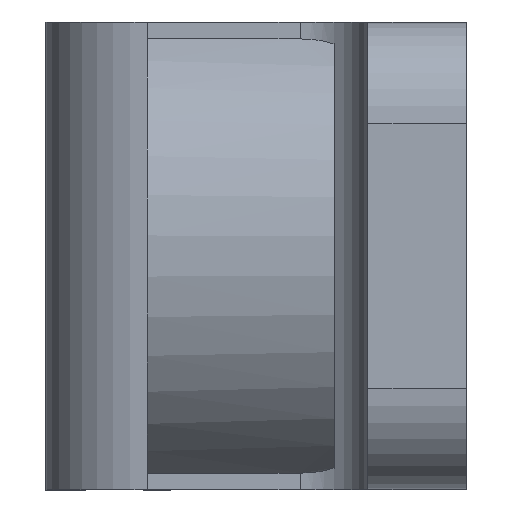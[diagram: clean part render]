
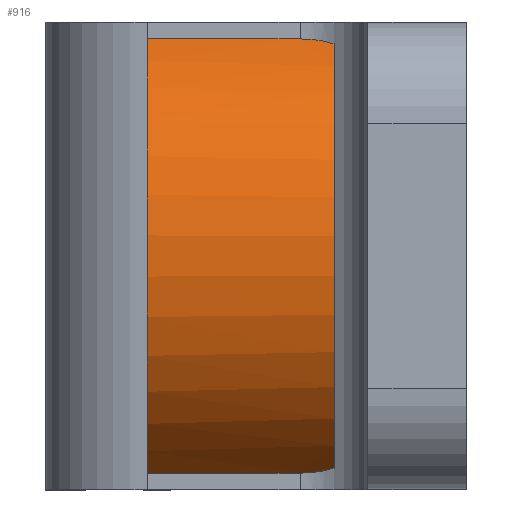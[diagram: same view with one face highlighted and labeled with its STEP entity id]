
A CAD part, left-side view. The second image highlights one B-rep face of the part: STEP entity #916.
In plain terms, the highlighted cylindrical face has radius 7.2 mm (diameter 14.4 mm), a partial arc.
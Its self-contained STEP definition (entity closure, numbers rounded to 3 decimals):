
#37 = EDGE_CURVE ( 'NONE', #776, #469, #62, .T. ) ;
#42 = CARTESIAN_POINT ( 'NONE',  ( -21.528, -2.553, 13.203 ) ) ;
#47 = CARTESIAN_POINT ( 'NONE',  ( -18.046, 2.8, 6.9 ) ) ;
#48 = EDGE_CURVE ( 'NONE', #800, #864, #590, .T. ) ;
#54 = CARTESIAN_POINT ( 'NONE',  ( -21.345, -1.7, 13.3 ) ) ;
#62 = CIRCLE ( 'NONE', #267, 7.2 ) ;
#86 = ORIENTED_EDGE ( 'NONE', *, *, #295, .T. ) ;
#130 = CARTESIAN_POINT ( 'NONE',  ( -21.613, -2.7, 0.645 ) ) ;
#140 = CARTESIAN_POINT ( 'NONE',  ( -21.345, 2.8, 13.3 ) ) ;
#171 = CARTESIAN_POINT ( 'NONE',  ( -21.345, -1.7, 13.3 ) ) ;
#174 = AXIS2_PLACEMENT_3D ( 'NONE', #331, #928, #711 ) ;
#187 = CARTESIAN_POINT ( 'NONE',  ( -21.345, -1.879, 13.3 ) ) ;
#199 = DIRECTION ( 'NONE',  ( 0., 0., 1. ) ) ;
#210 = ORIENTED_EDGE ( 'NONE', *, *, #48, .F. ) ;
#218 = CARTESIAN_POINT ( 'NONE',  ( -21.613, -2.7, 0.645 ) ) ;
#229 = EDGE_CURVE ( 'NONE', #512, #800, #345, .T. ) ;
#237 = CARTESIAN_POINT ( 'NONE',  ( -18.046, -17.081, 6.9 ) ) ;
#243 = VECTOR ( 'NONE', #941, 1000. ) ;
#259 = EDGE_CURVE ( 'NONE', #864, #350, #781, .T. ) ;
#267 = AXIS2_PLACEMENT_3D ( 'NONE', #47, #860, #199 ) ;
#277 = LINE ( 'NONE', #572, #243 ) ;
#289 = ORIENTED_EDGE ( 'NONE', *, *, #37, .F. ) ;
#295 = EDGE_CURVE ( 'NONE', #512, #469, #277, .T. ) ;
#326 = DIRECTION ( 'NONE',  ( 0., 1., 0. ) ) ;
#331 = CARTESIAN_POINT ( 'NONE',  ( -18.046, -2.7, 6.9 ) ) ;
#332 = CARTESIAN_POINT ( 'NONE',  ( -21.368, -2.053, 13.288 ) ) ;
#338 = CARTESIAN_POINT ( 'NONE',  ( -21.613, -2.7, 13.155 ) ) ;
#345 = B_SPLINE_CURVE_WITH_KNOTS ( 'NONE', 3,
 ( #54, #187, #332, #407, #42, #338 ),
 .UNSPECIFIED., .F., .F.,
 ( 4, 2, 4 ),
 ( 0., 0.001, 0.001 ),
 .UNSPECIFIED. ) ;
#350 = VERTEX_POINT ( 'NONE', #729 ) ;
#407 = CARTESIAN_POINT ( 'NONE',  ( -21.46, -2.392, 13.239 ) ) ;
#469 = VERTEX_POINT ( 'NONE', #140 ) ;
#480 = CARTESIAN_POINT ( 'NONE',  ( -21.527, -2.552, 0.597 ) ) ;
#481 = CYLINDRICAL_SURFACE ( 'NONE', #929, 7.2 ) ;
#500 = CARTESIAN_POINT ( 'NONE',  ( -21.461, -2.393, 0.561 ) ) ;
#512 = VERTEX_POINT ( 'NONE', #171 ) ;
#550 = DIRECTION ( 'NONE',  ( 0., 0., 1. ) ) ;
#551 = ORIENTED_EDGE ( 'NONE', *, *, #229, .F. ) ;
#572 = CARTESIAN_POINT ( 'NONE',  ( -21.345, -17.081, 13.3 ) ) ;
#590 = CIRCLE ( 'NONE', #174, 7.2 ) ;
#593 = ORIENTED_EDGE ( 'NONE', *, *, #950, .F. ) ;
#622 = CARTESIAN_POINT ( 'NONE',  ( -21.345, -17.081, 0.5 ) ) ;
#628 = CARTESIAN_POINT ( 'NONE',  ( -21.345, -1.7, 0.5 ) ) ;
#629 = EDGE_LOOP ( 'NONE', ( #551, #86, #289, #593, #849, #210 ) ) ;
#650 = CARTESIAN_POINT ( 'NONE',  ( -21.345, 2.8, 0.5 ) ) ;
#690 = LINE ( 'NONE', #622, #759 ) ;
#711 = DIRECTION ( 'NONE',  ( 0., 0., 1. ) ) ;
#729 = CARTESIAN_POINT ( 'NONE',  ( -21.345, -1.7, 0.5 ) ) ;
#746 = DIRECTION ( 'NONE',  ( 0., 1., 0. ) ) ;
#759 = VECTOR ( 'NONE', #746, 1000. ) ;
#766 = CARTESIAN_POINT ( 'NONE',  ( -21.369, -2.056, 0.512 ) ) ;
#776 = VERTEX_POINT ( 'NONE', #650 ) ;
#781 = B_SPLINE_CURVE_WITH_KNOTS ( 'NONE', 3,
 ( #130, #480, #500, #766, #923, #628 ),
 .UNSPECIFIED., .F., .F.,
 ( 4, 2, 4 ),
 ( 0.003, 0.003, 0.004 ),
 .UNSPECIFIED. ) ;
#800 = VERTEX_POINT ( 'NONE', #811 ) ;
#811 = CARTESIAN_POINT ( 'NONE',  ( -21.613, -2.7, 13.155 ) ) ;
#849 = ORIENTED_EDGE ( 'NONE', *, *, #259, .F. ) ;
#860 = DIRECTION ( 'NONE',  ( 0., 1., 0. ) ) ;
#864 = VERTEX_POINT ( 'NONE', #218 ) ;
#908 = FACE_OUTER_BOUND ( 'NONE', #629, .T. ) ;
#916 = ADVANCED_FACE ( 'NONE', ( #908 ), #481, .T. ) ;
#923 = CARTESIAN_POINT ( 'NONE',  ( -21.345, -1.878, 0.5 ) ) ;
#928 = DIRECTION ( 'NONE',  ( 0., -1., 0. ) ) ;
#929 = AXIS2_PLACEMENT_3D ( 'NONE', #237, #326, #550 ) ;
#941 = DIRECTION ( 'NONE',  ( 0., 1., 0. ) ) ;
#950 = EDGE_CURVE ( 'NONE', #350, #776, #690, .T. ) ;
